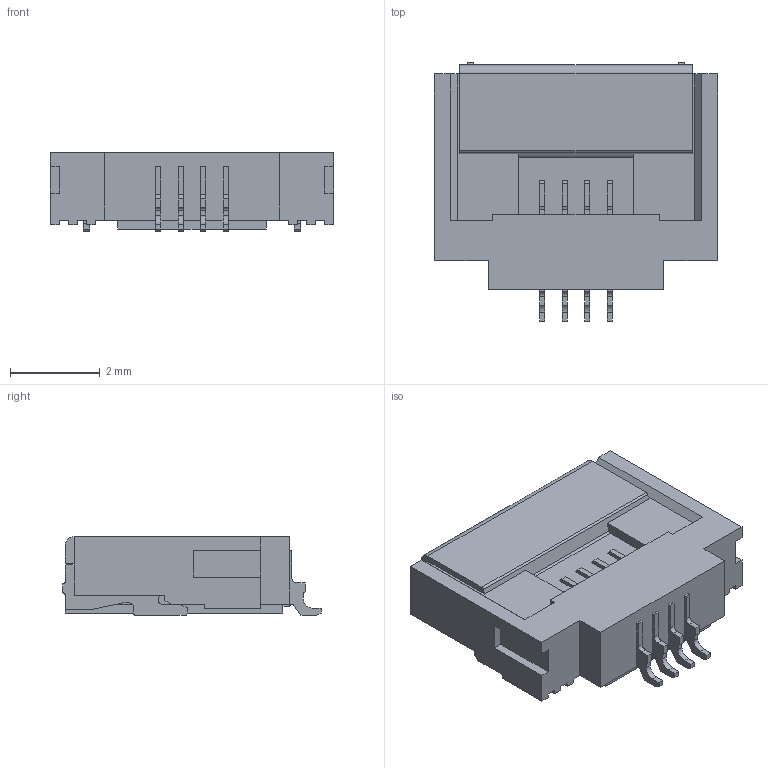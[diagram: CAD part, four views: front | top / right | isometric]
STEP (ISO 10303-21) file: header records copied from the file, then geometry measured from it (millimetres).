
FILE_DESCRIPTION(('Creo Elements/Direct Modeling STEP Export'),'2;1');
FILE_NAME('TF31-4S-0.5SH.stp','2017-11-27T14:19:41',(''),(''),'PTC Creo Elements/Direct Modeling STEP processor for AP214 (Solid Model)','PTC Creo Elements/Direct Modeling 19.0C 15-Aug-2015 (C) Parametric Technology GmbH','');
FILE_SCHEMA(('AUTOMOTIVE_DESIGN { 1 0 10303 214 1 1 1 1 }'));
Length unit declared in the file: millimetre
Products named in the file (3): TF31-4S-0_5SH-81490.PRT; TF31-4S-0_5SH-81820.ASM; TF31-4S-0_5SH.stp
Assembly tree (2 placements, depth 3):
  TF31-4S-0_5SH.stp
    TF31-4S-0_5SH-81820.ASM
      TF31-4S-0_5SH-81490.PRT
Bounding box: 6.3 x 5.75 x 1.75 mm (x, y, z)
Volume: 40 mm3; surface area: 139.8 mm2
Topology: 1 solids, 1 shells, 246 faces, 730 edges, 486 vertices
Faces by surface type: plane 206, cylinder 40
Entity records: 8206 total; most frequent: CARTESIAN_POINT 1465, ORIENTED_EDGE 1460, DIRECTION 1308, EDGE_CURVE 730, VECTOR 650, LINE 650, VERTEX_POINT 486, AXIS2_PLACEMENT_3D 329
